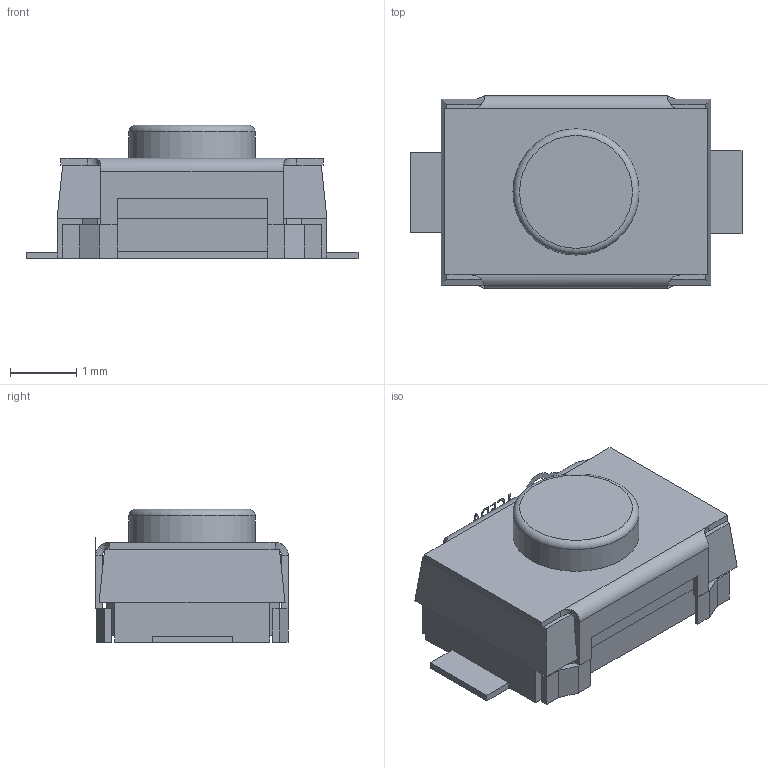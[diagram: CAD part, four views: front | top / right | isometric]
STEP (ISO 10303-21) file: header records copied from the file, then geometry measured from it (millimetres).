
FILE_DESCRIPTION(/* description */ ('Designed by EasyEDA Pro'),/* implementation_level */ '2;1');
FILE_NAME(/* name */ 'KEY-SMD_2P_L4.0-W3.0-V_K2-1807SN-A3DW-06.step',/* time_stamp */ '2024-01-01T17:35:32+08:00',/* author */ ('20220615'),/* organization */ ('Open CASCADE'),/* preprocessor_version */ 'ST-DEVELOPER v19',/* originating_system */ 'Autodesk Inventor 2023',/* authorisation */ 'Unknown');
FILE_SCHEMA (('AUTOMOTIVE_DESIGN { 1 0 10303 214 3 1 1 }'));
Length unit declared in the file: millimetre
Products named in the file (4): PCBModel; SW1; SW-SMD_L4.0-W2.9-LS5.0; COMPOUND
Assembly tree (3 placements, depth 4):
  PCBModel
    SW1
      SW-SMD_L4.0-W2.9-LS5.0
        COMPOUND
Bounding box: 5 x 2.9 x 2.01 mm (x, y, z)
Volume: 17.7 mm3; surface area: 57.4 mm2
Topology: 14 solids, 14 shells, 475 faces, 1313 edges, 862 vertices
Faces by surface type: plane 319, bspline 150, cylinder 5, torus 1
Full cylindrical faces by diameter (mm): 1.9 x1
Entity records: 18247 total; most frequent: CARTESIAN_POINT 6489, ORIENTED_EDGE 2626, DIRECTION 1846, EDGE_CURVE 1313, LINE 1000, VECTOR 1000, VERTEX_POINT 862, EDGE_LOOP 495
